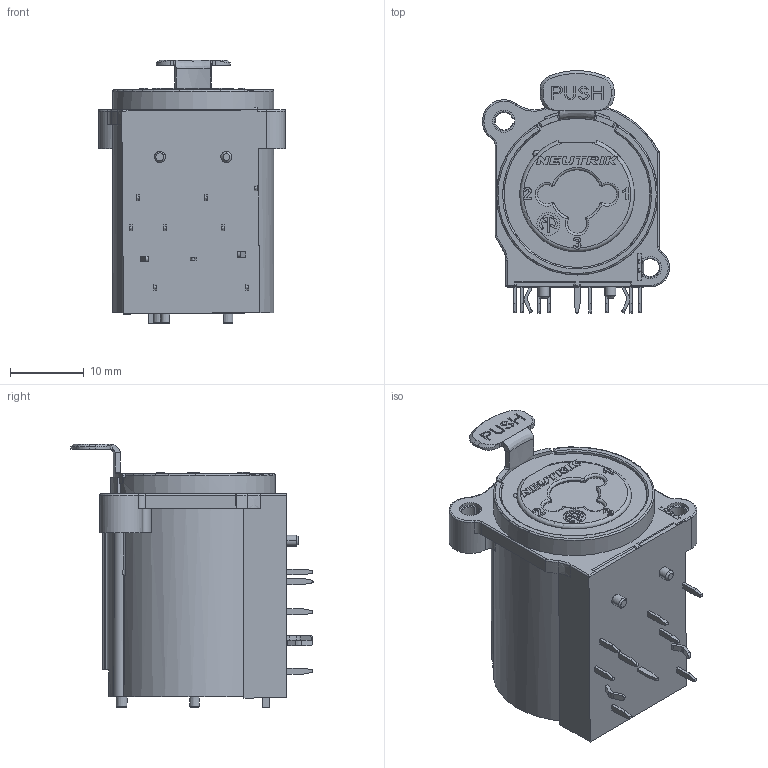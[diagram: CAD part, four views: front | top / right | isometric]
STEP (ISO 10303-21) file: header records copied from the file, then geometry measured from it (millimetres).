
FILE_DESCRIPTION((''),'2;1');
FILE_NAME('NCJ10FE-H_SW0001','2024-06-17T13:03:04',('zhj'),(''),'CREO PARAMETRIC BY PTC INC, 2021184','CREO PARAMETRIC BY PTC INC, 2021184','');
FILE_SCHEMA(('CONFIG_CONTROL_DESIGN'));
Length unit declared in the file: millimetre
Products named in the file (1): NCJ10FE-H_SW0001
Bounding box: 25.3 x 32.77 x 35.69 mm (x, y, z)
Volume: 13394.1 mm3; surface area: 4231.9 mm2
Topology: 1 solids, 1 shells, 633 faces, 1879 edges, 1274 vertices
Faces by surface type: plane 383, cylinder 135, extrusion 47, cone 36, torus 16, bspline 11, sphere 5
Entity records: 23353 total; most frequent: CARTESIAN_POINT 6565, ORIENTED_EDGE 3740, DIRECTION 3161, EDGE_CURVE 1870, VERTEX_POINT 1274, VECTOR 1183, LINE 1136, AXIS2_PLACEMENT_3D 989
